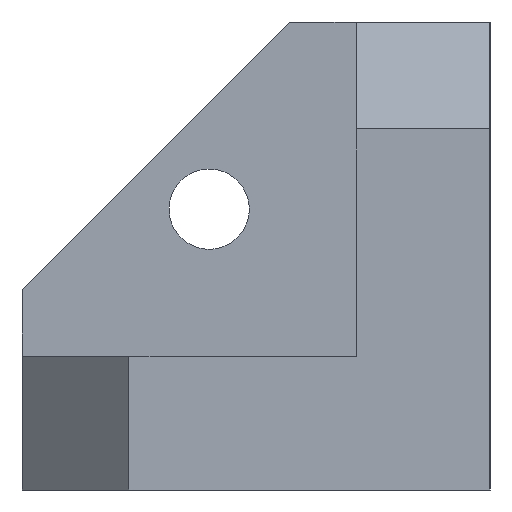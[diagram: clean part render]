
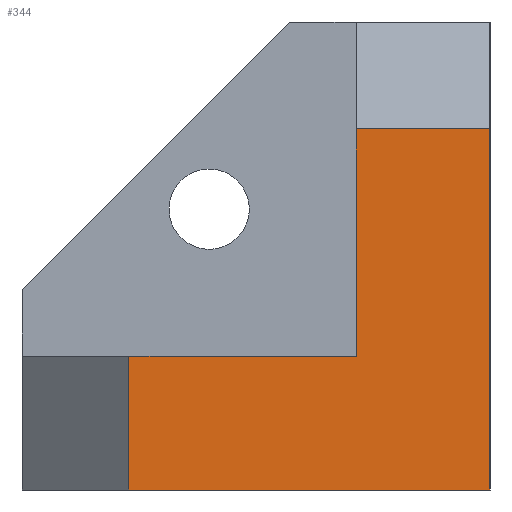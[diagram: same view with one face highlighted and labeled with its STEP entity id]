
A CAD part, left-side view. The second image highlights one B-rep face of the part: STEP entity #344.
In plain terms, the highlighted planar face has unit normal (-1, 0, 0).
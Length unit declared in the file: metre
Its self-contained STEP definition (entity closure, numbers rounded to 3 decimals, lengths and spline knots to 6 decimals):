
#59=ORIENTED_EDGE('',*,*,#142,.T.);
#60=ORIENTED_EDGE('',*,*,#143,.T.);
#61=ORIENTED_EDGE('',*,*,#132,.F.);
#62=ORIENTED_EDGE('',*,*,#128,.T.);
#63=ORIENTED_EDGE('',*,*,#144,.T.);
#64=ORIENTED_EDGE('',*,*,#145,.T.);
#128=EDGE_CURVE('',#175,#174,#207,.T.);
#132=EDGE_CURVE('',#175,#177,#211,.T.);
#142=EDGE_CURVE('',#182,#183,#219,.T.);
#143=EDGE_CURVE('',#183,#177,#220,.T.);
#144=EDGE_CURVE('',#174,#184,#221,.T.);
#145=EDGE_CURVE('',#184,#182,#222,.T.);
#174=VERTEX_POINT('',#516);
#175=VERTEX_POINT('',#518);
#177=VERTEX_POINT('',#525);
#182=VERTEX_POINT('',#544);
#183=VERTEX_POINT('',#545);
#184=VERTEX_POINT('',#548);
#207=LINE('',#517,#252);
#211=LINE('',#524,#256);
#219=LINE('',#543,#264);
#220=LINE('',#546,#265);
#221=LINE('',#547,#266);
#222=LINE('',#549,#267);
#252=VECTOR('',#415,1.);
#256=VECTOR('',#421,1.);
#264=VECTOR('',#441,1.);
#265=VECTOR('',#442,1.);
#266=VECTOR('',#443,1.);
#267=VECTOR('',#444,1.);
#287=EDGE_LOOP('',(#59,#60,#61,#62,#63,#64));
#308=FACE_BOUND('',#287,.T.);
#327=PLANE('',#377);
#344=ADVANCED_FACE('',(#308),#327,.F.);
#377=AXIS2_PLACEMENT_3D('',#542,#439,#440);
#415=DIRECTION('',(0.,0.,1.));
#421=DIRECTION('',(0.,1.,0.));
#439=DIRECTION('',(1.,0.,0.));
#440=DIRECTION('',(0.,-1.,0.));
#441=DIRECTION('',(0.,1.,0.));
#442=DIRECTION('',(0.,0.,-1.));
#443=DIRECTION('',(0.,1.,0.));
#444=DIRECTION('',(0.,0.,-1.));
#516=CARTESIAN_POINT('',(-0.023,-0.085,-0.0465));
#517=CARTESIAN_POINT('',(-0.023,-0.085,-0.05125));
#518=CARTESIAN_POINT('',(-0.023,-0.085,-0.06));
#524=CARTESIAN_POINT('',(-0.023,-0.07625,-0.06));
#525=CARTESIAN_POINT('',(-0.023,-0.0715,-0.06));
#542=CARTESIAN_POINT('',(-0.023,-0.0325,-0.0075));
#543=CARTESIAN_POINT('',(-0.023,-0.03,-0.055));
#544=CARTESIAN_POINT('',(-0.023,-0.08,-0.055));
#545=CARTESIAN_POINT('',(-0.023,-0.0715,-0.055));
#546=CARTESIAN_POINT('',(-0.023,-0.0715,-0.0075));
#547=CARTESIAN_POINT('',(-0.023,-0.08,-0.0465));
#548=CARTESIAN_POINT('',(-0.023,-0.08,-0.0465));
#549=CARTESIAN_POINT('',(-0.023,-0.08,-0.005));
